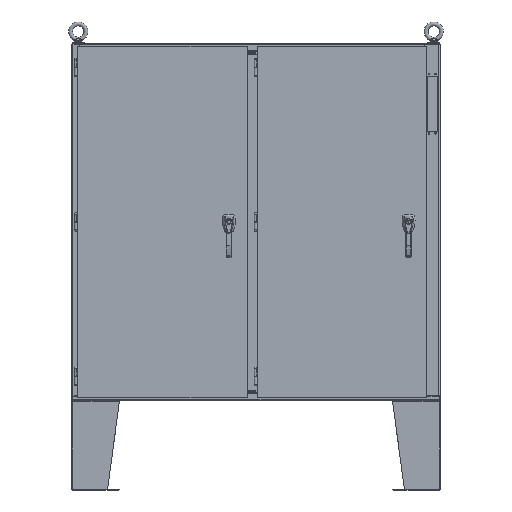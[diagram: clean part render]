
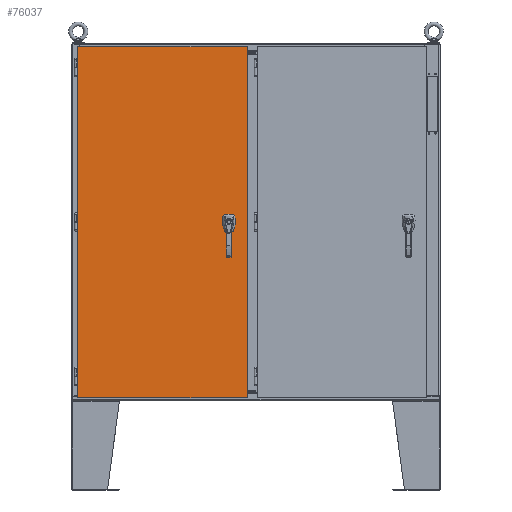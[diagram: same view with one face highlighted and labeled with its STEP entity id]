
A CAD part, top view. The second image highlights one B-rep face of the part: STEP entity #76037.
In plain terms, the highlighted face is planar.
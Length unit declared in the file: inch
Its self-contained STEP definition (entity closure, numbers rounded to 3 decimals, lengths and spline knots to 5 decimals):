
#1868 = ORIENTED_EDGE ( 'NONE', *, *, #43280, .F. ) ;
#17870 = DIRECTION ( 'NONE',  ( 0., -1., 0. ) ) ;
#20089 = DIRECTION ( 'NONE',  ( 0., 0., -1. ) ) ;
#24126 = VECTOR ( 'NONE', #103074, 39.37008 ) ;
#31270 = FACE_OUTER_BOUND ( 'NONE', #143172, .T. ) ;
#32242 = PLANE ( 'NONE',  #156515 ) ;
#43280 = EDGE_CURVE ( 'NONE', #78153, #154534, #119697, .T. ) ;
#52865 = CARTESIAN_POINT ( 'NONE',  ( 29.37561, -1.24331, 0.49961 ) ) ;
#58431 = CARTESIAN_POINT ( 'NONE',  ( 29.37561, -1.24331, 59.62529 ) ) ;
#60365 = LINE ( 'NONE', #171240, #24126 ) ;
#67751 = CARTESIAN_POINT ( 'NONE',  ( 0.87518, -1.24331, 59.62529 ) ) ;
#68108 = EDGE_CURVE ( 'NONE', #154534, #113487, #92518, .T. ) ;
#76037 = ADVANCED_FACE ( 'NONE', ( #31270 ), #32242, .T. ) ;
#78153 = VERTEX_POINT ( 'NONE', #127952 ) ;
#78420 = EDGE_CURVE ( 'NONE', #152374, #113487, #89749, .T. ) ;
#89749 = LINE ( 'NONE', #176092, #143319 ) ;
#92518 = LINE ( 'NONE', #143502, #124617 ) ;
#103074 = DIRECTION ( 'NONE',  ( 0., 0., -1. ) ) ;
#108513 = DIRECTION ( 'NONE',  ( 1., 0., 0. ) ) ;
#113487 = VERTEX_POINT ( 'NONE', #52865 ) ;
#116798 = CARTESIAN_POINT ( 'NONE',  ( 0., -1.24331, 0. ) ) ;
#117377 = DIRECTION ( 'NONE',  ( 0., 0., -1. ) ) ;
#119697 = LINE ( 'NONE', #67751, #138896 ) ;
#124017 = EDGE_CURVE ( 'NONE', #78153, #152374, #60365, .T. ) ;
#124384 = DIRECTION ( 'NONE',  ( 1., 0., 0. ) ) ;
#124617 = VECTOR ( 'NONE', #20089, 39.37008 ) ;
#126449 = ORIENTED_EDGE ( 'NONE', *, *, #68108, .F. ) ;
#126466 = ORIENTED_EDGE ( 'NONE', *, *, #78420, .T. ) ;
#127952 = CARTESIAN_POINT ( 'NONE',  ( 0.87518, -1.24331, 59.62529 ) ) ;
#138896 = VECTOR ( 'NONE', #124384, 39.37008 ) ;
#143172 = EDGE_LOOP ( 'NONE', ( #144363, #126466, #126449, #1868 ) ) ;
#143319 = VECTOR ( 'NONE', #108513, 39.37008 ) ;
#143502 = CARTESIAN_POINT ( 'NONE',  ( 29.37561, -1.24331, 59.62529 ) ) ;
#144363 = ORIENTED_EDGE ( 'NONE', *, *, #124017, .T. ) ;
#148629 = CARTESIAN_POINT ( 'NONE',  ( 0.87518, -1.24331, 0.49961 ) ) ;
#152374 = VERTEX_POINT ( 'NONE', #148629 ) ;
#154534 = VERTEX_POINT ( 'NONE', #58431 ) ;
#156515 = AXIS2_PLACEMENT_3D ( 'NONE', #116798, #17870, #117377 ) ;
#171240 = CARTESIAN_POINT ( 'NONE',  ( 0.87518, -1.24331, 59.62529 ) ) ;
#176092 = CARTESIAN_POINT ( 'NONE',  ( 0.87518, -1.24331, 0.49961 ) ) ;
